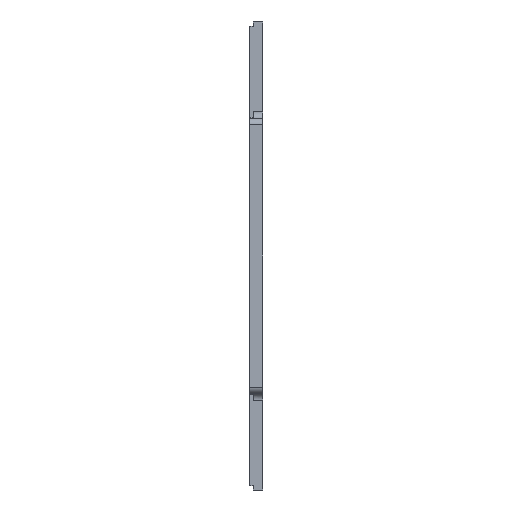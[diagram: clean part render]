
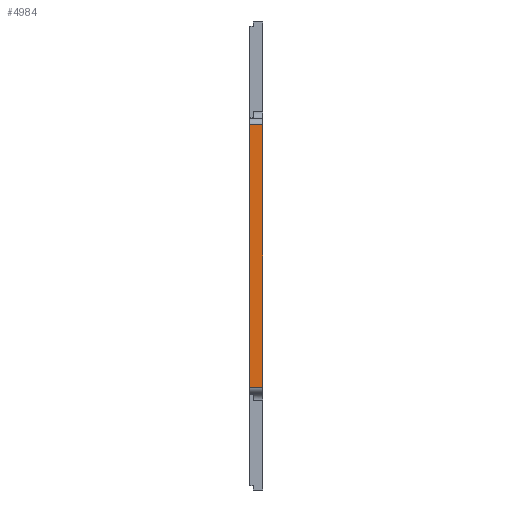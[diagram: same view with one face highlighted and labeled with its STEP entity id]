
A CAD part, left-side view. The second image highlights one B-rep face of the part: STEP entity #4984.
In plain terms, the highlighted planar face has unit normal (-1, 0, 0).
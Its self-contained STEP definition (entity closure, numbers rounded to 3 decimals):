
#827 = CARTESIAN_POINT ( 'NONE',  ( -1432.803, 204.607, 432.671 ) ) ;
#858 = LINE ( 'NONE', #3188, #4993 ) ;
#892 = EDGE_CURVE ( 'NONE', #3283, #5511, #858, .T. ) ;
#920 = LINE ( 'NONE', #7324, #5487 ) ;
#957 = DIRECTION ( 'NONE',  ( 0., -1., 0. ) ) ;
#1008 = EDGE_CURVE ( 'NONE', #5094, #2192, #4090, .T. ) ;
#1116 = CARTESIAN_POINT ( 'NONE',  ( -1432.803, -8.243, 226.671 ) ) ;
#1570 = ORIENTED_EDGE ( 'NONE', *, *, #892, .F. ) ;
#1642 = DIRECTION ( 'NONE',  ( 0., 0., 1. ) ) ;
#2192 = VERTEX_POINT ( 'NONE', #4211 ) ;
#2264 = DIRECTION ( 'NONE',  ( 0., 1., 0. ) ) ;
#2443 = CARTESIAN_POINT ( 'NONE',  ( -1432.803, -8.243, 432.671 ) ) ;
#2763 = CARTESIAN_POINT ( 'NONE',  ( -1432.803, 204.607, 226.671 ) ) ;
#2878 = CARTESIAN_POINT ( 'NONE',  ( -1432.803, -18.243, 432.671 ) ) ;
#3188 = CARTESIAN_POINT ( 'NONE',  ( -1432.803, -18.243, 226.671 ) ) ;
#3283 = VERTEX_POINT ( 'NONE', #2878 ) ;
#3286 = CARTESIAN_POINT ( 'NONE',  ( -1432.803, -18.243, 231.671 ) ) ;
#3329 = FACE_OUTER_BOUND ( 'NONE', #7415, .T. ) ;
#3413 = VECTOR ( 'NONE', #4619, 1000. ) ;
#3761 = ORIENTED_EDGE ( 'NONE', *, *, #4496, .T. ) ;
#4090 = LINE ( 'NONE', #1116, #3413 ) ;
#4211 = CARTESIAN_POINT ( 'NONE',  ( -1432.803, -8.243, 231.671 ) ) ;
#4496 = EDGE_CURVE ( 'NONE', #3283, #5094, #6809, .T. ) ;
#4615 = ORIENTED_EDGE ( 'NONE', *, *, #1008, .T. ) ;
#4619 = DIRECTION ( 'NONE',  ( 0., 0., -1. ) ) ;
#4984 = ADVANCED_FACE ( 'NONE', ( #3329 ), #6867, .T. ) ;
#4993 = VECTOR ( 'NONE', #5509, 1000. ) ;
#5094 = VERTEX_POINT ( 'NONE', #2443 ) ;
#5248 = VECTOR ( 'NONE', #2264, 1000. ) ;
#5487 = VECTOR ( 'NONE', #957, 1000. ) ;
#5503 = EDGE_CURVE ( 'NONE', #2192, #5511, #920, .T. ) ;
#5509 = DIRECTION ( 'NONE',  ( 0., 0., -1. ) ) ;
#5511 = VERTEX_POINT ( 'NONE', #3286 ) ;
#6211 = AXIS2_PLACEMENT_3D ( 'NONE', #2763, #6797, #1642 ) ;
#6797 = DIRECTION ( 'NONE',  ( -1., 0., 0. ) ) ;
#6809 = LINE ( 'NONE', #827, #5248 ) ;
#6867 = PLANE ( 'NONE',  #6211 ) ;
#7324 = CARTESIAN_POINT ( 'NONE',  ( -1432.803, 204.607, 231.671 ) ) ;
#7384 = ORIENTED_EDGE ( 'NONE', *, *, #5503, .T. ) ;
#7415 = EDGE_LOOP ( 'NONE', ( #1570, #3761, #4615, #7384 ) ) ;
